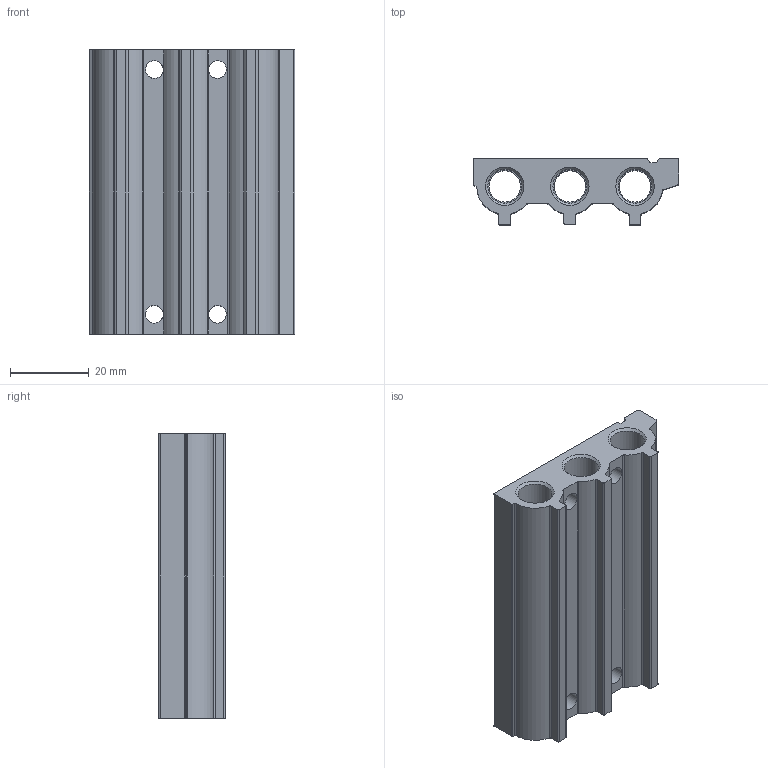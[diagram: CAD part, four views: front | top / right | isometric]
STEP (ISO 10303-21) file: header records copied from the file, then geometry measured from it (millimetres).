
FILE_DESCRIPTION(/* description */ ('STEP AP214'),/* implementation_level */ '2;1');
FILE_NAME(/* name */ '566561_VABM-L1-10S-G18-5',/* time_stamp */ '2024-09-16T01:21:55+02:00',/* author */ ('License CC BY-ND 4.0'),/* organization */ ('CADENAS'),/* preprocessor_version */ 'ST-DEVELOPER v19.3',/* originating_system */ 'PARTsolutions',/* authorisation */ ' ');
FILE_SCHEMA (('AUTOMOTIVE_DESIGN {1 0 10303 214 3 1 1}'));
Length unit declared in the file: millimetre
Products named in the file (2): 566561 VABM-L1-10S-G18-5; 566561 VABM-L1-10S-G18-5---(L1-P)
Assembly tree (1 placements, depth 2):
  566561 VABM-L1-10S-G18-5
    566561 VABM-L1-10S-G18-5---(L1-P)
Bounding box: 52.1 x 16.8 x 72 mm (x, y, z)
Volume: 32058.5 mm3; surface area: 18827.2 mm2
Topology: 1 solids, 1 shells, 201 faces, 585 edges, 379 vertices
Faces by surface type: plane 83, cylinder 82, cone 36
Full cylindrical faces by diameter (mm): 1.567 x10, 4.5 x4, 6 x15, 8 x3, 8.566 x6
Entity records: 6233 total; most frequent: CARTESIAN_POINT 1276, DIRECTION 1011, ORIENTED_EDGE 918, EDGE_CURVE 459, AXIS2_PLACEMENT_3D 378, VERTEX_POINT 352, FACE_BOUND 337, EDGE_LOOP 317
